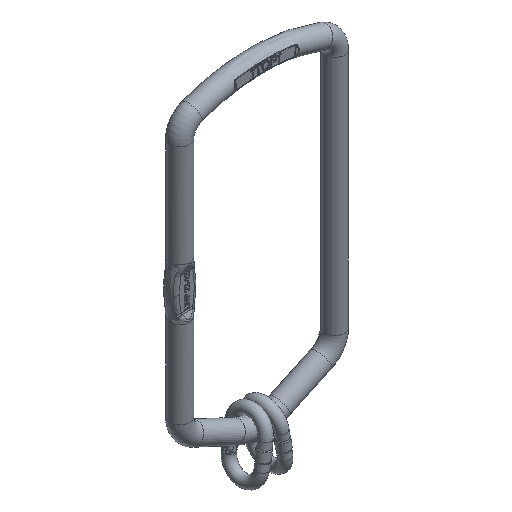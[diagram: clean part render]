
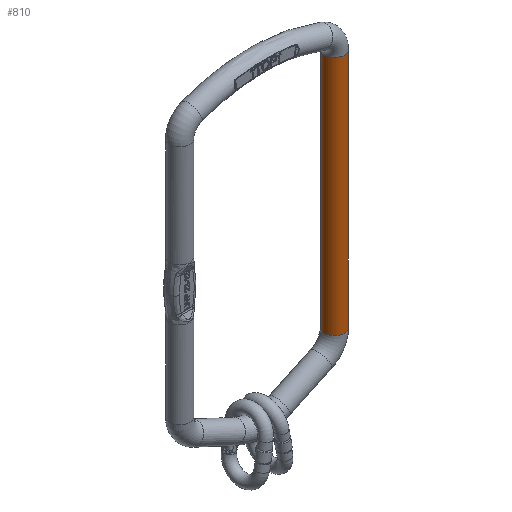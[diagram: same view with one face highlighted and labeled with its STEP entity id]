
A CAD part, isometric view. The second image highlights one B-rep face of the part: STEP entity #810.
In plain terms, the highlighted cylindrical face has radius 11.5 mm (diameter 23 mm), a full revolution.
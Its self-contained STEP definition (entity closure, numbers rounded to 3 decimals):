
#274=CYLINDRICAL_SURFACE('',#7577,11.5);
#731=CIRCLE('',#7574,11.5);
#732=CIRCLE('',#7576,11.5);
#810=ADVANCED_FACE('',(#1475,#1476),#274,.T.);
#1475=FACE_BOUND('',#1568,.T.);
#1476=FACE_BOUND('',#1569,.T.);
#1568=EDGE_LOOP('',(#2910));
#1569=EDGE_LOOP('',(#2911));
#2910=ORIENTED_EDGE('',*,*,#5738,.F.);
#2911=ORIENTED_EDGE('',*,*,#5737,.T.);
#5029=VERTEX_POINT('',#10960);
#5030=VERTEX_POINT('',#10963);
#5737=EDGE_CURVE('',#5029,#5029,#731,.T.);
#5738=EDGE_CURVE('',#5030,#5030,#732,.T.);
#7574=AXIS2_PLACEMENT_3D('',#10959,#8063,#8064);
#7576=AXIS2_PLACEMENT_3D('',#10962,#8067,#8068);
#7577=AXIS2_PLACEMENT_3D('',#10964,#8069,#8070);
#8063=DIRECTION('',(0.,0.,1.));
#8064=DIRECTION('',(0.,1.,0.));
#8067=DIRECTION('',(0.,0.,1.));
#8068=DIRECTION('',(0.,1.,0.));
#8069=DIRECTION('',(0.,0.,-1.));
#8070=DIRECTION('',(0.,1.,0.));
#10959=CARTESIAN_POINT('',(0.,89.,-129.474));
#10960=CARTESIAN_POINT('',(0.,100.5,-129.474));
#10962=CARTESIAN_POINT('',(0.,89.,147.606));
#10963=CARTESIAN_POINT('',(0.,100.5,147.606));
#10964=CARTESIAN_POINT('',(0.,89.,147.606));
